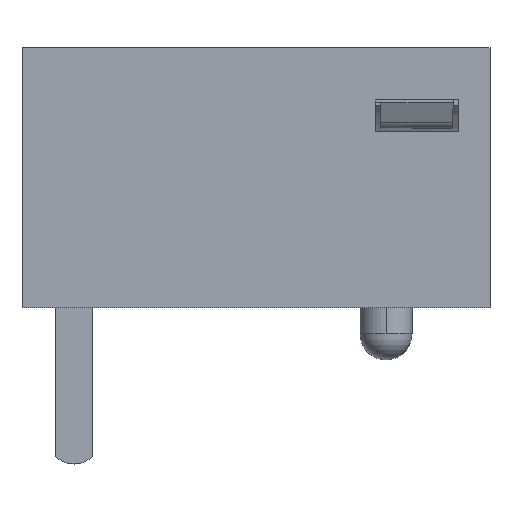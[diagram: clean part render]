
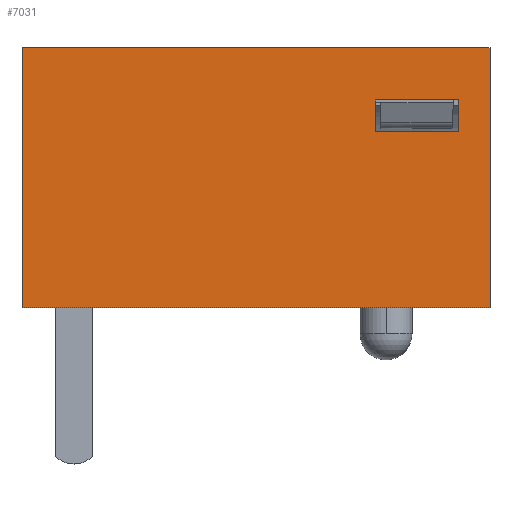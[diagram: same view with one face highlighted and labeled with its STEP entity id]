
A CAD part, left-side view. The second image highlights one B-rep face of the part: STEP entity #7031.
In plain terms, the highlighted planar face has unit normal (-1, 0, 0).
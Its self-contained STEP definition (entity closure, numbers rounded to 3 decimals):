
#104 = DIRECTION ( 'NONE',  ( 0., 0., 1. ) ) ;
#126 = CARTESIAN_POINT ( 'NONE',  ( -3., 19.5, 5. ) ) ;
#381 = LINE ( 'NONE', #4397, #3596 ) ;
#394 = EDGE_LOOP ( 'NONE', ( #4310, #3910, #1309, #967 ) ) ;
#513 = EDGE_CURVE ( 'NONE', #1793, #4204, #381, .T. ) ;
#682 = PLANE ( 'NONE',  #2145 ) ;
#689 = VECTOR ( 'NONE', #1659, 1000. ) ;
#697 = DIRECTION ( 'NONE',  ( 0., 1., 0. ) ) ;
#723 = ORIENTED_EDGE ( 'NONE', *, *, #6804, .T. ) ;
#859 = DIRECTION ( 'NONE',  ( 0., 0., -1. ) ) ;
#881 = VERTEX_POINT ( 'NONE', #126 ) ;
#967 = ORIENTED_EDGE ( 'NONE', *, *, #6536, .T. ) ;
#1263 = DIRECTION ( 'NONE',  ( 0., 1., 0. ) ) ;
#1309 = ORIENTED_EDGE ( 'NONE', *, *, #513, .T. ) ;
#1345 = VECTOR ( 'NONE', #697, 1000. ) ;
#1635 = DIRECTION ( 'NONE',  ( 0., 0., -1. ) ) ;
#1659 = DIRECTION ( 'NONE',  ( 0., -1., 0. ) ) ;
#1775 = CARTESIAN_POINT ( 'NONE',  ( -3., 12.7, 4. ) ) ;
#1793 = VERTEX_POINT ( 'NONE', #5480 ) ;
#2145 = AXIS2_PLACEMENT_3D ( 'NONE', #7504, #5096, #104 ) ;
#2453 = EDGE_CURVE ( 'NONE', #3758, #1793, #5643, .T. ) ;
#2516 = VERTEX_POINT ( 'NONE', #7722 ) ;
#2875 = ORIENTED_EDGE ( 'NONE', *, *, #4543, .T. ) ;
#3061 = DIRECTION ( 'NONE',  ( 0., 0., -1. ) ) ;
#3097 = CARTESIAN_POINT ( 'NONE',  ( -3., 19.5, 0. ) ) ;
#3220 = EDGE_LOOP ( 'NONE', ( #2875, #4035, #4138, #723 ) ) ;
#3242 = VERTEX_POINT ( 'NONE', #7629 ) ;
#3424 = EDGE_CURVE ( 'NONE', #3647, #3758, #4637, .T. ) ;
#3596 = VECTOR ( 'NONE', #1263, 1000. ) ;
#3647 = VERTEX_POINT ( 'NONE', #4485 ) ;
#3671 = VECTOR ( 'NONE', #3061, 1000. ) ;
#3743 = CARTESIAN_POINT ( 'NONE',  ( -3., 10.5, 0. ) ) ;
#3758 = VERTEX_POINT ( 'NONE', #7002 ) ;
#3823 = CARTESIAN_POINT ( 'NONE',  ( -3., 19.5, 5. ) ) ;
#3910 = ORIENTED_EDGE ( 'NONE', *, *, #2453, .T. ) ;
#3922 = CARTESIAN_POINT ( 'NONE',  ( -3., 10.5, 5. ) ) ;
#4035 = ORIENTED_EDGE ( 'NONE', *, *, #7525, .T. ) ;
#4059 = CARTESIAN_POINT ( 'NONE',  ( -3., 19.5, 0. ) ) ;
#4138 = ORIENTED_EDGE ( 'NONE', *, *, #7612, .F. ) ;
#4204 = VERTEX_POINT ( 'NONE', #6160 ) ;
#4310 = ORIENTED_EDGE ( 'NONE', *, *, #3424, .T. ) ;
#4397 = CARTESIAN_POINT ( 'NONE',  ( -3., 12.7, 3.4 ) ) ;
#4485 = CARTESIAN_POINT ( 'NONE',  ( -3., 12.7, 4. ) ) ;
#4543 = EDGE_CURVE ( 'NONE', #881, #2516, #6420, .T. ) ;
#4637 = LINE ( 'NONE', #6741, #689 ) ;
#4673 = LINE ( 'NONE', #3097, #5832 ) ;
#4892 = DIRECTION ( 'NONE',  ( 0., 0., 1. ) ) ;
#4898 = LINE ( 'NONE', #3823, #1345 ) ;
#4927 = DIRECTION ( 'NONE',  ( 0., -1., 0. ) ) ;
#5096 = DIRECTION ( 'NONE',  ( -1., 0., 0. ) ) ;
#5480 = CARTESIAN_POINT ( 'NONE',  ( -3., 11.1, 3.4 ) ) ;
#5643 = LINE ( 'NONE', #7160, #6123 ) ;
#5756 = LINE ( 'NONE', #1775, #7311 ) ;
#5812 = VERTEX_POINT ( 'NONE', #3922 ) ;
#5832 = VECTOR ( 'NONE', #4927, 1000. ) ;
#5842 = VECTOR ( 'NONE', #1635, 1000. ) ;
#6123 = VECTOR ( 'NONE', #859, 1000. ) ;
#6160 = CARTESIAN_POINT ( 'NONE',  ( -3., 12.7, 3.4 ) ) ;
#6237 = FACE_BOUND ( 'NONE', #394, .T. ) ;
#6420 = LINE ( 'NONE', #4059, #5842 ) ;
#6536 = EDGE_CURVE ( 'NONE', #4204, #3647, #5756, .T. ) ;
#6741 = CARTESIAN_POINT ( 'NONE',  ( -3., 19.5, 4. ) ) ;
#6804 = EDGE_CURVE ( 'NONE', #5812, #881, #4898, .T. ) ;
#7002 = CARTESIAN_POINT ( 'NONE',  ( -3., 11.1, 4. ) ) ;
#7031 = ADVANCED_FACE ( 'NONE', ( #6237, #7495 ), #682, .T. ) ;
#7160 = CARTESIAN_POINT ( 'NONE',  ( -3., 11.1, 5. ) ) ;
#7311 = VECTOR ( 'NONE', #4892, 1000. ) ;
#7495 = FACE_OUTER_BOUND ( 'NONE', #3220, .T. ) ;
#7504 = CARTESIAN_POINT ( 'NONE',  ( -3., 19.5, 0. ) ) ;
#7525 = EDGE_CURVE ( 'NONE', #2516, #3242, #4673, .T. ) ;
#7612 = EDGE_CURVE ( 'NONE', #5812, #3242, #7886, .T. ) ;
#7629 = CARTESIAN_POINT ( 'NONE',  ( -3., 10.5, 0. ) ) ;
#7722 = CARTESIAN_POINT ( 'NONE',  ( -3., 19.5, 0. ) ) ;
#7886 = LINE ( 'NONE', #3743, #3671 ) ;
